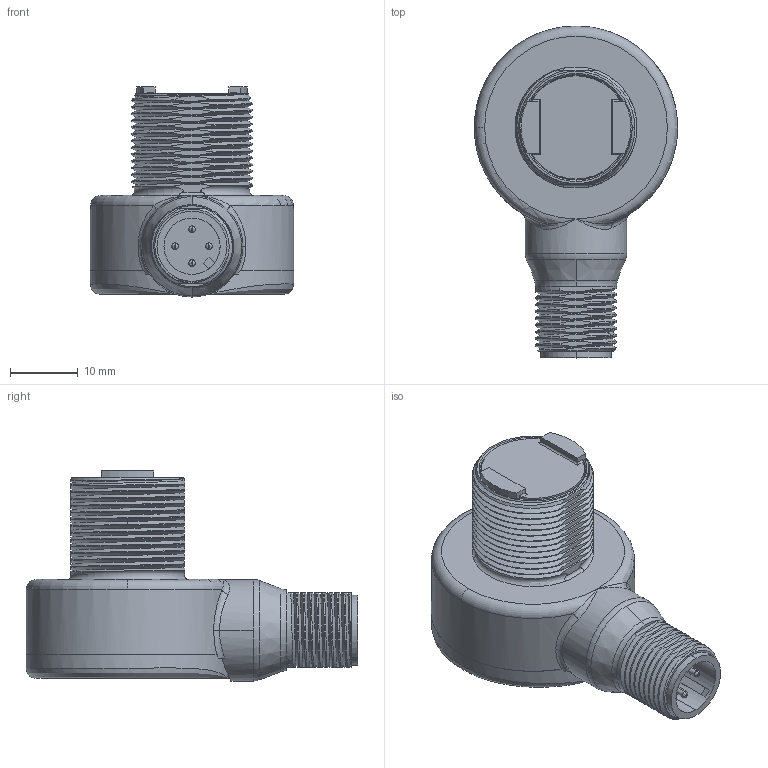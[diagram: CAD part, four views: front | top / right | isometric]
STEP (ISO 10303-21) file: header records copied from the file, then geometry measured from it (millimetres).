
FILE_DESCRIPTION((''),'2;1');
FILE_NAME('152786_SW','2011-03-24T',('banengservice'),('BANNER ENGINEERING'),'PRO/ENGINEER BY PARAMETRIC TECHNOLOGY CORPORATION, 2009141','PRO/ENGINEER BY PARAMETRIC TECHNOLOGY CORPORATION, 2009141','');
FILE_SCHEMA(('CONFIG_CONTROL_DESIGN'));
Length unit declared in the file: inch
Products named in the file (1): 152786_SW
Bounding box: 30.02 x 49.01 x 31.02 mm (x, y, z)
Volume: 6050 mm3; surface area: 10060.6 mm2
Topology: 3 solids, 3 shells, 434 faces, 1114 edges, 705 vertices
Faces by surface type: cylinder 172, plane 160, bspline 39, cone 25, torus 24, sphere 10, revolution 4
Entity records: 27583 total; most frequent: CARTESIAN_POINT 17515, ORIENTED_EDGE 2208, DIRECTION 1922, EDGE_CURVE 1104, AXIS2_PLACEMENT_3D 746, VERTEX_POINT 705, EDGE_LOOP 473, FACE_OUTER_BOUND 434
